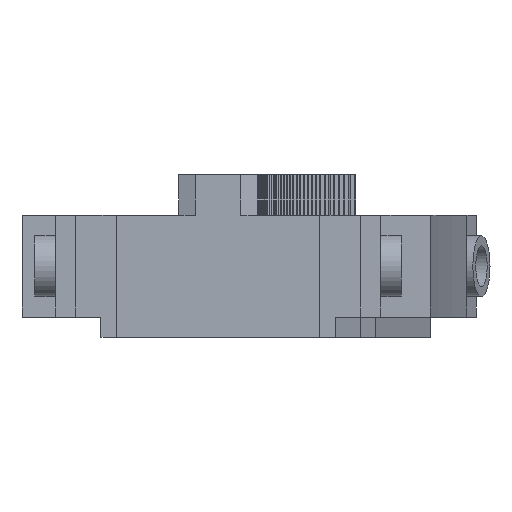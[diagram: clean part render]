
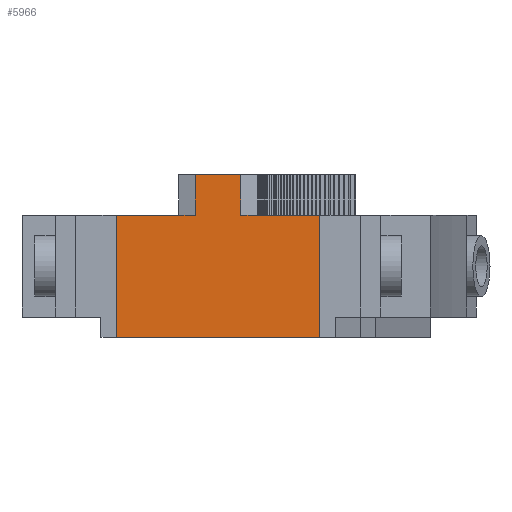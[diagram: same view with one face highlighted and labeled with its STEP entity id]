
A CAD part, front view. The second image highlights one B-rep face of the part: STEP entity #5966.
In plain terms, the highlighted planar face has unit normal (0, -1, 0).
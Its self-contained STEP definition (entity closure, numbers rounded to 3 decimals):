
#32 = PLANE('',#33);
#33 = AXIS2_PLACEMENT_3D('',#34,#35,#36);
#34 = CARTESIAN_POINT('',(-7.273,29.992,3.2));
#35 = DIRECTION('',(0.,0.,1.));
#36 = DIRECTION('',(-0.28,-0.96,0.));
#4409 = VERTEX_POINT('',#4410);
#4410 = CARTESIAN_POINT('',(-1.185,-29.592,3.2));
#4429 = CYLINDRICAL_SURFACE('',#4430,198.2);
#4430 = AXIS2_PLACEMENT_3D('',#4431,#4432,#4433);
#4431 = CARTESIAN_POINT('',(197.015,-29.592,6.4));
#4432 = DIRECTION('',(0.,0.,-1.));
#4433 = DIRECTION('',(-1.,0.,0.));
#4441 = EDGE_CURVE('',#4442,#4409,#4444,.T.);
#4442 = VERTEX_POINT('',#4443);
#4443 = CARTESIAN_POINT('',(5.015,-29.592,3.2));
#4444 = SURFACE_CURVE('',#4445,(#4449,#4456),.PCURVE_S1.);
#4445 = LINE('',#4446,#4447);
#4446 = CARTESIAN_POINT('',(9.815,-29.592,3.2));
#4447 = VECTOR('',#4448,1.);
#4448 = DIRECTION('',(-1.,0.,0.));
#4449 = PCURVE('',#32,#4450);
#4450 = DEFINITIONAL_REPRESENTATION('',(#4451),#4455);
#4451 = LINE('',#4452,#4453);
#4452 = CARTESIAN_POINT('',(52.416,33.088));
#4453 = VECTOR('',#4454,1.);
#4454 = DIRECTION('',(0.28,-0.96));
#4455 = ( GEOMETRIC_REPRESENTATION_CONTEXT(2) 
PARAMETRIC_REPRESENTATION_CONTEXT() REPRESENTATION_CONTEXT('2D SPACE',''
  ) );
#4456 = PCURVE('',#4457,#4462);
#4457 = PLANE('',#4458);
#4458 = AXIS2_PLACEMENT_3D('',#4459,#4460,#4461);
#4459 = CARTESIAN_POINT('',(9.815,-29.592,-4.8));
#4460 = DIRECTION('',(0.,1.,0.));
#4461 = DIRECTION('',(0.,0.,1.));
#4462 = DEFINITIONAL_REPRESENTATION('',(#4463),#4467);
#4463 = LINE('',#4464,#4465);
#4464 = CARTESIAN_POINT('',(8.,0.));
#4465 = VECTOR('',#4466,1.);
#4466 = DIRECTION('',(0.,-1.));
#4467 = ( GEOMETRIC_REPRESENTATION_CONTEXT(2) 
PARAMETRIC_REPRESENTATION_CONTEXT() REPRESENTATION_CONTEXT('2D SPACE',''
  ) );
#4485 = PLANE('',#4486);
#4486 = AXIS2_PLACEMENT_3D('',#4487,#4488,#4489);
#4487 = CARTESIAN_POINT('',(5.015,-29.192,3.2));
#4488 = DIRECTION('',(-1.,0.,0.));
#4489 = DIRECTION('',(0.,-1.,0.));
#5857 = PLANE('',#5858);
#5858 = AXIS2_PLACEMENT_3D('',#5859,#5860,#5861);
#5859 = CARTESIAN_POINT('',(-2.985,-21.592,-6.4));
#5860 = DIRECTION('',(0.,0.,1.));
#5861 = DIRECTION('',(1.,0.,-0.));
#5922 = EDGE_CURVE('',#5923,#4442,#5925,.T.);
#5923 = VERTEX_POINT('',#5924);
#5924 = CARTESIAN_POINT('',(5.015,-29.592,-6.4));
#5925 = SURFACE_CURVE('',#5926,(#5930,#5937),.PCURVE_S1.);
#5926 = LINE('',#5927,#5928);
#5927 = CARTESIAN_POINT('',(5.015,-29.592,-0.8));
#5928 = VECTOR('',#5929,1.);
#5929 = DIRECTION('',(0.,-0.,1.));
#5930 = PCURVE('',#4485,#5931);
#5931 = DEFINITIONAL_REPRESENTATION('',(#5932),#5936);
#5932 = LINE('',#5933,#5934);
#5933 = CARTESIAN_POINT('',(0.4,-4.));
#5934 = VECTOR('',#5935,1.);
#5935 = DIRECTION('',(0.,1.));
#5936 = ( GEOMETRIC_REPRESENTATION_CONTEXT(2) 
PARAMETRIC_REPRESENTATION_CONTEXT() REPRESENTATION_CONTEXT('2D SPACE',''
  ) );
#5937 = PCURVE('',#4457,#5938);
#5938 = DEFINITIONAL_REPRESENTATION('',(#5939),#5943);
#5939 = LINE('',#5940,#5941);
#5940 = CARTESIAN_POINT('',(4.,-4.8));
#5941 = VECTOR('',#5942,1.);
#5942 = DIRECTION('',(1.,0.));
#5943 = ( GEOMETRIC_REPRESENTATION_CONTEXT(2) 
PARAMETRIC_REPRESENTATION_CONTEXT() REPRESENTATION_CONTEXT('2D SPACE',''
  ) );
#5966 = ADVANCED_FACE('',(#5967),#4457,.F.);
#5967 = FACE_BOUND('',#5968,.F.);
#5968 = EDGE_LOOP('',(#5969,#5970,#5993,#6021,#6049,#6077,#6105,#6126));
#5969 = ORIENTED_EDGE('',*,*,#5922,.F.);
#5970 = ORIENTED_EDGE('',*,*,#5971,.F.);
#5971 = EDGE_CURVE('',#5972,#5923,#5974,.T.);
#5972 = VERTEX_POINT('',#5973);
#5973 = CARTESIAN_POINT('',(-10.985,-29.592,-6.4));
#5974 = SURFACE_CURVE('',#5975,(#5979,#5986),.PCURVE_S1.);
#5975 = LINE('',#5976,#5977);
#5976 = CARTESIAN_POINT('',(-15.785,-29.592,-6.4));
#5977 = VECTOR('',#5978,1.);
#5978 = DIRECTION('',(1.,0.,0.));
#5979 = PCURVE('',#4457,#5980);
#5980 = DEFINITIONAL_REPRESENTATION('',(#5981),#5985);
#5981 = LINE('',#5982,#5983);
#5982 = CARTESIAN_POINT('',(-1.6,-25.6));
#5983 = VECTOR('',#5984,1.);
#5984 = DIRECTION('',(0.,1.));
#5985 = ( GEOMETRIC_REPRESENTATION_CONTEXT(2) 
PARAMETRIC_REPRESENTATION_CONTEXT() REPRESENTATION_CONTEXT('2D SPACE',''
  ) );
#5986 = PCURVE('',#5857,#5987);
#5987 = DEFINITIONAL_REPRESENTATION('',(#5988),#5992);
#5988 = LINE('',#5989,#5990);
#5989 = CARTESIAN_POINT('',(-12.8,-8.));
#5990 = VECTOR('',#5991,1.);
#5991 = DIRECTION('',(1.,0.));
#5992 = ( GEOMETRIC_REPRESENTATION_CONTEXT(2) 
PARAMETRIC_REPRESENTATION_CONTEXT() REPRESENTATION_CONTEXT('2D SPACE',''
  ) );
#5993 = ORIENTED_EDGE('',*,*,#5994,.T.);
#5994 = EDGE_CURVE('',#5972,#5995,#5997,.T.);
#5995 = VERTEX_POINT('',#5996);
#5996 = CARTESIAN_POINT('',(-10.985,-29.592,3.2));
#5997 = SURFACE_CURVE('',#5998,(#6002,#6009),.PCURVE_S1.);
#5998 = LINE('',#5999,#6000);
#5999 = CARTESIAN_POINT('',(-10.985,-29.592,-0.8));
#6000 = VECTOR('',#6001,1.);
#6001 = DIRECTION('',(0.,-0.,1.));
#6002 = PCURVE('',#4457,#6003);
#6003 = DEFINITIONAL_REPRESENTATION('',(#6004),#6008);
#6004 = LINE('',#6005,#6006);
#6005 = CARTESIAN_POINT('',(4.,-20.8));
#6006 = VECTOR('',#6007,1.);
#6007 = DIRECTION('',(1.,0.));
#6008 = ( GEOMETRIC_REPRESENTATION_CONTEXT(2) 
PARAMETRIC_REPRESENTATION_CONTEXT() REPRESENTATION_CONTEXT('2D SPACE',''
  ) );
#6009 = PCURVE('',#6010,#6015);
#6010 = PLANE('',#6011);
#6011 = AXIS2_PLACEMENT_3D('',#6012,#6013,#6014);
#6012 = CARTESIAN_POINT('',(-10.985,-29.192,3.2));
#6013 = DIRECTION('',(-1.,0.,0.));
#6014 = DIRECTION('',(0.,-1.,0.));
#6015 = DEFINITIONAL_REPRESENTATION('',(#6016),#6020);
#6016 = LINE('',#6017,#6018);
#6017 = CARTESIAN_POINT('',(0.4,-4.));
#6018 = VECTOR('',#6019,1.);
#6019 = DIRECTION('',(0.,1.));
#6020 = ( GEOMETRIC_REPRESENTATION_CONTEXT(2) 
PARAMETRIC_REPRESENTATION_CONTEXT() REPRESENTATION_CONTEXT('2D SPACE',''
  ) );
#6021 = ORIENTED_EDGE('',*,*,#6022,.F.);
#6022 = EDGE_CURVE('',#6023,#5995,#6025,.T.);
#6023 = VERTEX_POINT('',#6024);
#6024 = CARTESIAN_POINT('',(-4.785,-29.592,3.2));
#6025 = SURFACE_CURVE('',#6026,(#6030,#6037),.PCURVE_S1.);
#6026 = LINE('',#6027,#6028);
#6027 = CARTESIAN_POINT('',(9.815,-29.592,3.2));
#6028 = VECTOR('',#6029,1.);
#6029 = DIRECTION('',(-1.,0.,0.));
#6030 = PCURVE('',#4457,#6031);
#6031 = DEFINITIONAL_REPRESENTATION('',(#6032),#6036);
#6032 = LINE('',#6033,#6034);
#6033 = CARTESIAN_POINT('',(8.,0.));
#6034 = VECTOR('',#6035,1.);
#6035 = DIRECTION('',(0.,-1.));
#6036 = ( GEOMETRIC_REPRESENTATION_CONTEXT(2) 
PARAMETRIC_REPRESENTATION_CONTEXT() REPRESENTATION_CONTEXT('2D SPACE',''
  ) );
#6037 = PCURVE('',#6038,#6043);
#6038 = PLANE('',#6039);
#6039 = AXIS2_PLACEMENT_3D('',#6040,#6041,#6042);
#6040 = CARTESIAN_POINT('',(-7.273,29.992,3.2));
#6041 = DIRECTION('',(0.,0.,1.));
#6042 = DIRECTION('',(-0.28,-0.96,0.));
#6043 = DEFINITIONAL_REPRESENTATION('',(#6044),#6048);
#6044 = LINE('',#6045,#6046);
#6045 = CARTESIAN_POINT('',(52.416,33.088));
#6046 = VECTOR('',#6047,1.);
#6047 = DIRECTION('',(0.28,-0.96));
#6048 = ( GEOMETRIC_REPRESENTATION_CONTEXT(2) 
PARAMETRIC_REPRESENTATION_CONTEXT() REPRESENTATION_CONTEXT('2D SPACE',''
  ) );
#6049 = ORIENTED_EDGE('',*,*,#6050,.T.);
#6050 = EDGE_CURVE('',#6023,#6051,#6053,.T.);
#6051 = VERTEX_POINT('',#6052);
#6052 = CARTESIAN_POINT('',(-4.785,-29.592,6.4));
#6053 = SURFACE_CURVE('',#6054,(#6058,#6065),.PCURVE_S1.);
#6054 = LINE('',#6055,#6056);
#6055 = CARTESIAN_POINT('',(-4.785,-29.592,3.2));
#6056 = VECTOR('',#6057,1.);
#6057 = DIRECTION('',(-0.,-0.,1.));
#6058 = PCURVE('',#4457,#6059);
#6059 = DEFINITIONAL_REPRESENTATION('',(#6060),#6064);
#6060 = LINE('',#6061,#6062);
#6061 = CARTESIAN_POINT('',(8.,-14.6));
#6062 = VECTOR('',#6063,1.);
#6063 = DIRECTION('',(1.,0.));
#6064 = ( GEOMETRIC_REPRESENTATION_CONTEXT(2) 
PARAMETRIC_REPRESENTATION_CONTEXT() REPRESENTATION_CONTEXT('2D SPACE',''
  ) );
#6065 = PCURVE('',#6066,#6071);
#6066 = CYLINDRICAL_SURFACE('',#6067,201.8);
#6067 = AXIS2_PLACEMENT_3D('',#6068,#6069,#6070);
#6068 = CARTESIAN_POINT('',(197.015,-29.592,3.2));
#6069 = DIRECTION('',(-0.,-0.,1.));
#6070 = DIRECTION('',(-1.,0.,0.));
#6071 = DEFINITIONAL_REPRESENTATION('',(#6072),#6076);
#6072 = LINE('',#6073,#6074);
#6073 = CARTESIAN_POINT('',(-0.,0.));
#6074 = VECTOR('',#6075,1.);
#6075 = DIRECTION('',(-0.,1.));
#6076 = ( GEOMETRIC_REPRESENTATION_CONTEXT(2) 
PARAMETRIC_REPRESENTATION_CONTEXT() REPRESENTATION_CONTEXT('2D SPACE',''
  ) );
#6077 = ORIENTED_EDGE('',*,*,#6078,.T.);
#6078 = EDGE_CURVE('',#6051,#6079,#6081,.T.);
#6079 = VERTEX_POINT('',#6080);
#6080 = CARTESIAN_POINT('',(-1.185,-29.592,6.4));
#6081 = SURFACE_CURVE('',#6082,(#6086,#6093),.PCURVE_S1.);
#6082 = LINE('',#6083,#6084);
#6083 = CARTESIAN_POINT('',(-4.785,-29.592,6.4));
#6084 = VECTOR('',#6085,1.);
#6085 = DIRECTION('',(1.,0.,0.));
#6086 = PCURVE('',#4457,#6087);
#6087 = DEFINITIONAL_REPRESENTATION('',(#6088),#6092);
#6088 = LINE('',#6089,#6090);
#6089 = CARTESIAN_POINT('',(11.2,-14.6));
#6090 = VECTOR('',#6091,1.);
#6091 = DIRECTION('',(0.,1.));
#6092 = ( GEOMETRIC_REPRESENTATION_CONTEXT(2) 
PARAMETRIC_REPRESENTATION_CONTEXT() REPRESENTATION_CONTEXT('2D SPACE',''
  ) );
#6093 = PCURVE('',#6094,#6099);
#6094 = PLANE('',#6095);
#6095 = AXIS2_PLACEMENT_3D('',#6096,#6097,#6098);
#6096 = CARTESIAN_POINT('',(-0.975,-1.308,6.4));
#6097 = DIRECTION('',(0.,0.,-1.));
#6098 = DIRECTION('',(0.141,0.99,0.));
#6099 = DEFINITIONAL_REPRESENTATION('',(#6100),#6104);
#6100 = LINE('',#6101,#6102);
#6101 = CARTESIAN_POINT('',(-28.539,0.228));
#6102 = VECTOR('',#6103,1.);
#6103 = DIRECTION('',(0.141,0.99));
#6104 = ( GEOMETRIC_REPRESENTATION_CONTEXT(2) 
PARAMETRIC_REPRESENTATION_CONTEXT() REPRESENTATION_CONTEXT('2D SPACE',''
  ) );
#6105 = ORIENTED_EDGE('',*,*,#6106,.T.);
#6106 = EDGE_CURVE('',#6079,#4409,#6107,.T.);
#6107 = SURFACE_CURVE('',#6108,(#6112,#6119),.PCURVE_S1.);
#6108 = LINE('',#6109,#6110);
#6109 = CARTESIAN_POINT('',(-1.185,-29.592,6.4));
#6110 = VECTOR('',#6111,1.);
#6111 = DIRECTION('',(0.,0.,-1.));
#6112 = PCURVE('',#4457,#6113);
#6113 = DEFINITIONAL_REPRESENTATION('',(#6114),#6118);
#6114 = LINE('',#6115,#6116);
#6115 = CARTESIAN_POINT('',(11.2,-11.));
#6116 = VECTOR('',#6117,1.);
#6117 = DIRECTION('',(-1.,0.));
#6118 = ( GEOMETRIC_REPRESENTATION_CONTEXT(2) 
PARAMETRIC_REPRESENTATION_CONTEXT() REPRESENTATION_CONTEXT('2D SPACE',''
  ) );
#6119 = PCURVE('',#4429,#6120);
#6120 = DEFINITIONAL_REPRESENTATION('',(#6121),#6125);
#6121 = LINE('',#6122,#6123);
#6122 = CARTESIAN_POINT('',(0.,0.));
#6123 = VECTOR('',#6124,1.);
#6124 = DIRECTION('',(0.,1.));
#6125 = ( GEOMETRIC_REPRESENTATION_CONTEXT(2) 
PARAMETRIC_REPRESENTATION_CONTEXT() REPRESENTATION_CONTEXT('2D SPACE',''
  ) );
#6126 = ORIENTED_EDGE('',*,*,#4441,.F.);
